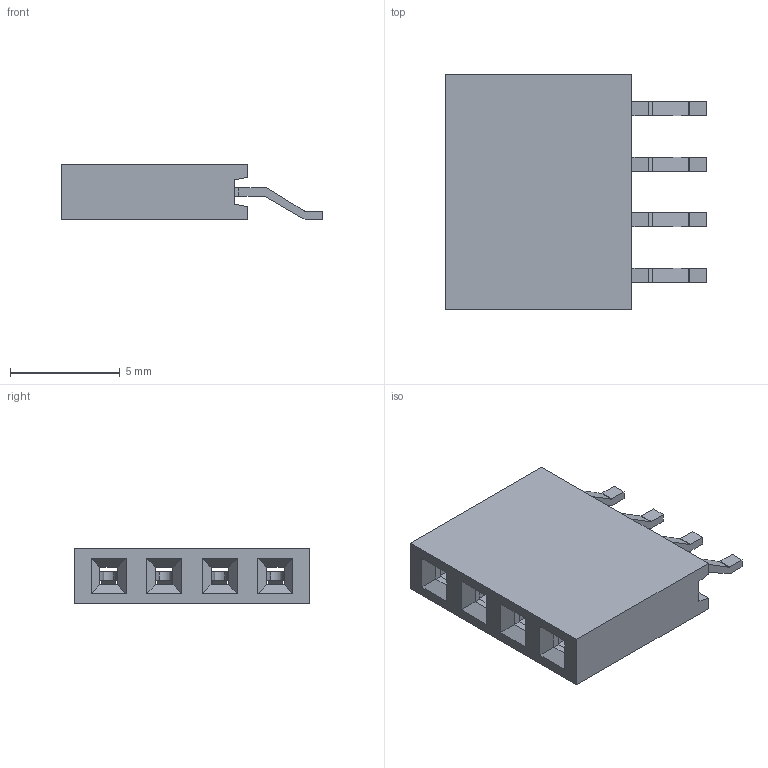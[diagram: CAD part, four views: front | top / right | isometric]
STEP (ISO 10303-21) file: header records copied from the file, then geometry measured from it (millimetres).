
FILE_DESCRIPTION(/* description */ (''),/* implementation_level */ '2;1');
FILE_NAME(/* name */ '1591-04-1-XX-XX.stp',/* time_stamp */ '2026-01-06T16:50:30+08:00',/* author */ (''),/* organization */ (''),/* preprocessor_version */ 'ST-DEVELOPER v15',/* originating_system */ '',/* authorisation */ '');
FILE_SCHEMA (('AP203_CONFIGURATION_CONTROLLED_3D_DESIGN_OF_MECHANICAL_PARTS_AND_ASSEMBLIES_MIM_LF { 1 0 10303 403 2 1 2}'));
Length unit declared in the file: millimetre
Products named in the file (1): 1591-04-1-XX-XX
Bounding box: 11.93 x 10.76 x 2.54 mm (x, y, z)
Volume: 188.5 mm3; surface area: 605.5 mm2
Topology: 5 solids, 5 shells, 298 faces, 824 edges, 536 vertices
Faces by surface type: plane 222, cylinder 76
Entity records: 9508 total; most frequent: CARTESIAN_POINT 1659, ORIENTED_EDGE 1648, DIRECTION 1582, EDGE_CURVE 824, LINE 664, VECTOR 664, VERTEX_POINT 536, AXIS2_PLACEMENT_3D 459
